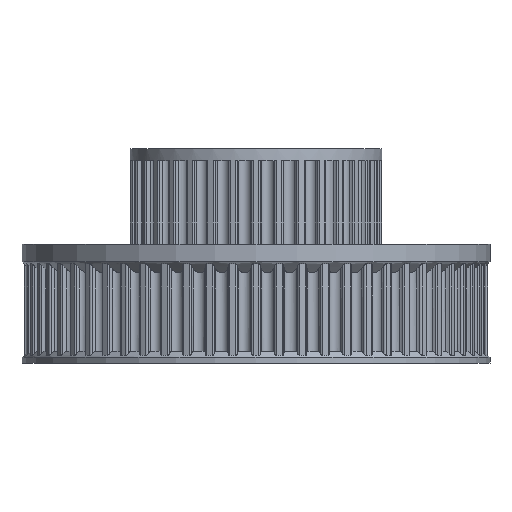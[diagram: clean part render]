
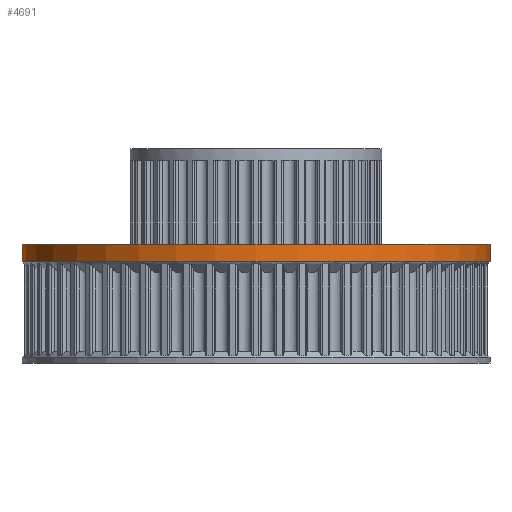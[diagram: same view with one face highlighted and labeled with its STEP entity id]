
A CAD part, front view. The second image highlights one B-rep face of the part: STEP entity #4691.
In plain terms, the highlighted cylindrical face has radius 19.65 mm (diameter 39.3 mm), a partial arc.
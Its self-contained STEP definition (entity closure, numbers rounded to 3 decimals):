
#89 = EDGE_CURVE ( 'NONE', #5801, #5820, #19516, .T. ) ;
#532 = LINE ( 'NONE', #19122, #18569 ) ;
#617 = VERTEX_POINT ( 'NONE', #24181 ) ;
#1241 = DIRECTION ( 'NONE',  ( 0., 0., -1. ) ) ;
#4142 = EDGE_LOOP ( 'NONE', ( #18850, #19841, #10566, #19530 ) ) ;
#4151 = FACE_OUTER_BOUND ( 'NONE', #4142, .T. ) ;
#4326 = DIRECTION ( 'NONE',  ( 0., 0., -1. ) ) ;
#4691 = ADVANCED_FACE ( 'NONE', ( #4151 ), #17553, .T. ) ;
#5453 = CARTESIAN_POINT ( 'NONE',  ( 19.65, 0., 8.5 ) ) ;
#5801 = VERTEX_POINT ( 'NONE', #11974 ) ;
#5820 = VERTEX_POINT ( 'NONE', #5453 ) ;
#6152 = VERTEX_POINT ( 'NONE', #15329 ) ;
#6626 = CARTESIAN_POINT ( 'NONE',  ( 0., 0., 10. ) ) ;
#8588 = DIRECTION ( 'NONE',  ( 0., 0., 1. ) ) ;
#9738 = AXIS2_PLACEMENT_3D ( 'NONE', #14771, #23640, #21453 ) ;
#10566 = ORIENTED_EDGE ( 'NONE', *, *, #19651, .T. ) ;
#10969 = DIRECTION ( 'NONE',  ( 0., 0., -1. ) ) ;
#11974 = CARTESIAN_POINT ( 'NONE',  ( -19.65, 0., 8.5 ) ) ;
#12033 = EDGE_CURVE ( 'NONE', #617, #5820, #532, .T. ) ;
#12877 = DIRECTION ( 'NONE',  ( -1., 0., 0. ) ) ;
#13538 = AXIS2_PLACEMENT_3D ( 'NONE', #6626, #10969, #12877 ) ;
#14322 = EDGE_CURVE ( 'NONE', #6152, #617, #20991, .T. ) ;
#14771 = CARTESIAN_POINT ( 'NONE',  ( 0., 0., 8.5 ) ) ;
#15329 = CARTESIAN_POINT ( 'NONE',  ( -19.65, 0., 10. ) ) ;
#15534 = CARTESIAN_POINT ( 'NONE',  ( -19.65, 0., 10. ) ) ;
#17553 = CYLINDRICAL_SURFACE ( 'NONE', #13538, 19.65 ) ;
#18569 = VECTOR ( 'NONE', #1241, 1000. ) ;
#18850 = ORIENTED_EDGE ( 'NONE', *, *, #12033, .F. ) ;
#19122 = CARTESIAN_POINT ( 'NONE',  ( 19.65, 0., 10. ) ) ;
#19516 = CIRCLE ( 'NONE', #9738, 19.65 ) ;
#19530 = ORIENTED_EDGE ( 'NONE', *, *, #89, .T. ) ;
#19651 = EDGE_CURVE ( 'NONE', #6152, #5801, #24258, .T. ) ;
#19841 = ORIENTED_EDGE ( 'NONE', *, *, #14322, .F. ) ;
#20991 = CIRCLE ( 'NONE', #22413, 19.65 ) ;
#21453 = DIRECTION ( 'NONE',  ( 1., 0., 0. ) ) ;
#21460 = VECTOR ( 'NONE', #4326, 1000. ) ;
#22413 = AXIS2_PLACEMENT_3D ( 'NONE', #28261, #8588, #26228 ) ;
#23640 = DIRECTION ( 'NONE',  ( 0., 0., 1. ) ) ;
#24181 = CARTESIAN_POINT ( 'NONE',  ( 19.65, 0., 10. ) ) ;
#24258 = LINE ( 'NONE', #15534, #21460 ) ;
#26228 = DIRECTION ( 'NONE',  ( 1., 0., 0. ) ) ;
#28261 = CARTESIAN_POINT ( 'NONE',  ( 0., 0., 10. ) ) ;
